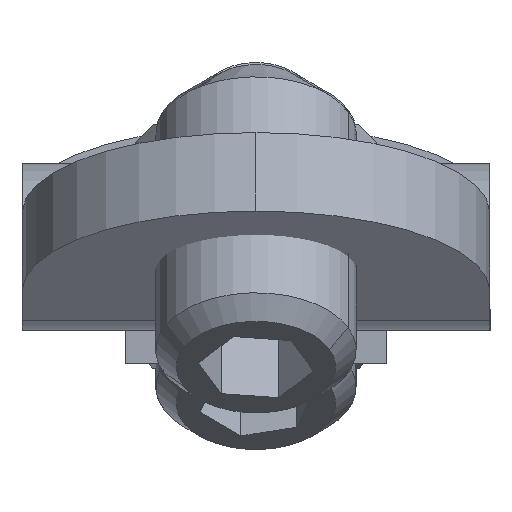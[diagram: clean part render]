
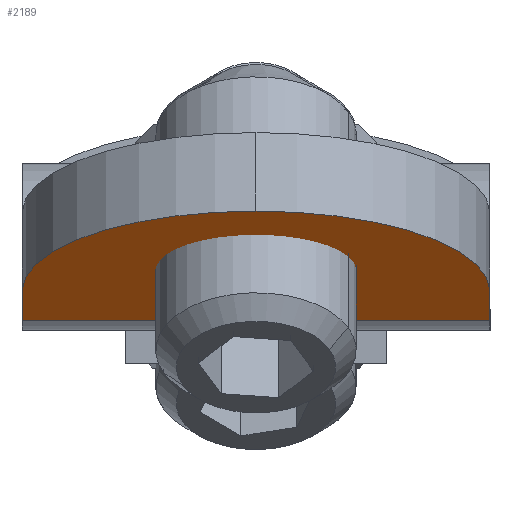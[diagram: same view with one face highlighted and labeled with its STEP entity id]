
A CAD part, left-side view. The second image highlights one B-rep face of the part: STEP entity #2189.
In plain terms, the highlighted planar face has unit normal (-0.342, 0, -0.94).
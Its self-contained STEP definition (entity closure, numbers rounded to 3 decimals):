
#35 = ORIENTED_EDGE ( 'NONE', *, *, #2811, .F. ) ;
#183 = EDGE_CURVE ( 'NONE', #2049, #1935, #750, .T. ) ;
#305 = AXIS2_PLACEMENT_3D ( 'NONE', #2478, #3736, #2783 ) ;
#462 = CARTESIAN_POINT ( 'NONE',  ( -18.506, 3.532, 1.177 ) ) ;
#494 = DIRECTION ( 'NONE',  ( 0.94, 0., -0.342 ) ) ;
#553 = FACE_OUTER_BOUND ( 'NONE', #3864, .T. ) ;
#613 = DIRECTION ( 'NONE',  ( 0., 1., 0. ) ) ;
#636 = VERTEX_POINT ( 'NONE', #3982 ) ;
#727 = EDGE_CURVE ( 'NONE', #1175, #2049, #1368, .T. ) ;
#750 = LINE ( 'NONE', #1550, #1763 ) ;
#754 = ORIENTED_EDGE ( 'NONE', *, *, #1851, .F. ) ;
#837 = ORIENTED_EDGE ( 'NONE', *, *, #1355, .F. ) ;
#855 = DIRECTION ( 'NONE',  ( 0.342, 0., 0.94 ) ) ;
#889 = AXIS2_PLACEMENT_3D ( 'NONE', #3983, #855, #2371 ) ;
#943 = ORIENTED_EDGE ( 'NONE', *, *, #727, .F. ) ;
#1175 = VERTEX_POINT ( 'NONE', #3746 ) ;
#1226 = ORIENTED_EDGE ( 'NONE', *, *, #183, .F. ) ;
#1286 = DIRECTION ( 'NONE',  ( -0.94, 0., 0.342 ) ) ;
#1337 = CARTESIAN_POINT ( 'NONE',  ( -17.828, 8.449, 0.93 ) ) ;
#1355 = EDGE_CURVE ( 'NONE', #3812, #2649, #2100, .T. ) ;
#1364 = CARTESIAN_POINT ( 'NONE',  ( -18.506, -3.468, 1.177 ) ) ;
#1368 = LINE ( 'NONE', #1819, #2876 ) ;
#1550 = CARTESIAN_POINT ( 'NONE',  ( -16.101, 10.532, 0.302 ) ) ;
#1597 = CARTESIAN_POINT ( 'NONE',  ( -16.101, 10.532, 0.302 ) ) ;
#1620 = CARTESIAN_POINT ( 'NONE',  ( -17.828, 3.532, 0.93 ) ) ;
#1712 = DIRECTION ( 'NONE',  ( -0.94, 0., 0.342 ) ) ;
#1741 = LINE ( 'NONE', #1364, #3753 ) ;
#1763 = VECTOR ( 'NONE', #1286, 1000. ) ;
#1788 = CARTESIAN_POINT ( 'NONE',  ( -17.828, 3.532, 0.93 ) ) ;
#1819 = CARTESIAN_POINT ( 'NONE',  ( -16.101, 3.532, 0.302 ) ) ;
#1840 = CARTESIAN_POINT ( 'NONE',  ( -22.611, 3.532, 2.671 ) ) ;
#1851 = EDGE_CURVE ( 'NONE', #636, #1175, #1741, .T. ) ;
#1935 = VERTEX_POINT ( 'NONE', #3341 ) ;
#1998 =( BOUNDED_CURVE ( )  B_SPLINE_CURVE ( 3, ( #3961, #3693, #3664, #1840 ),
 .UNSPECIFIED., .F., .F. ) 
 B_SPLINE_CURVE_WITH_KNOTS ( ( 4, 4 ),
 ( 0., 3.142 ),
 .UNSPECIFIED. ) 
 CURVE ( )  GEOMETRIC_REPRESENTATION_ITEM ( )  RATIONAL_B_SPLINE_CURVE ( ( 1., 0.333, 0.333, 1. ) ) 
 REPRESENTATION_ITEM ( '' )  );
#2000 = EDGE_LOOP ( 'NONE', ( #2397, #837 ) ) ;
#2049 = VERTEX_POINT ( 'NONE', #1597 ) ;
#2100 =( BOUNDED_CURVE ( )  B_SPLINE_CURVE ( 3, ( #2556, #2542, #1337, #1620 ),
 .UNSPECIFIED., .F., .T. ) 
 B_SPLINE_CURVE_WITH_KNOTS ( ( 4, 4 ),
 ( 3.142, 6.283 ),
 .UNSPECIFIED. ) 
 CURVE ( )  GEOMETRIC_REPRESENTATION_ITEM ( )  RATIONAL_B_SPLINE_CURVE ( ( 1., 0.333, 0.333, 1. ) ) 
 REPRESENTATION_ITEM ( '' )  );
#2107 = VERTEX_POINT ( 'NONE', #2431 ) ;
#2182 = FACE_BOUND ( 'NONE', #2000, .T. ) ;
#2189 = ADVANCED_FACE ( 'NONE', ( #2182, #553 ), #2390, .F. ) ;
#2285 = AXIS2_PLACEMENT_3D ( 'NONE', #462, #2635, #1712 ) ;
#2371 = DIRECTION ( 'NONE',  ( 0.94, 0., -0.342 ) ) ;
#2390 = PLANE ( 'NONE',  #889 ) ;
#2397 = ORIENTED_EDGE ( 'NONE', *, *, #2776, .F. ) ;
#2431 = CARTESIAN_POINT ( 'NONE',  ( -25.084, 3.532, 3.571 ) ) ;
#2478 = CARTESIAN_POINT ( 'NONE',  ( -18.506, 3.532, 1.177 ) ) ;
#2542 = CARTESIAN_POINT ( 'NONE',  ( -22.611, 8.449, 2.671 ) ) ;
#2556 = CARTESIAN_POINT ( 'NONE',  ( -22.611, 3.532, 2.671 ) ) ;
#2635 = DIRECTION ( 'NONE',  ( 0.342, 0., 0.94 ) ) ;
#2649 = VERTEX_POINT ( 'NONE', #1788 ) ;
#2776 = EDGE_CURVE ( 'NONE', #2649, #3812, #1998, .T. ) ;
#2783 = DIRECTION ( 'NONE',  ( -0.94, 0., 0.342 ) ) ;
#2811 = EDGE_CURVE ( 'NONE', #1935, #2107, #3202, .T. ) ;
#2876 = VECTOR ( 'NONE', #613, 1000. ) ;
#3199 = CIRCLE ( 'NONE', #2285, 7. ) ;
#3202 = CIRCLE ( 'NONE', #305, 7. ) ;
#3341 = CARTESIAN_POINT ( 'NONE',  ( -18.506, 10.532, 1.177 ) ) ;
#3429 = EDGE_CURVE ( 'NONE', #2107, #636, #3199, .T. ) ;
#3664 = CARTESIAN_POINT ( 'NONE',  ( -22.611, -1.385, 2.671 ) ) ;
#3693 = CARTESIAN_POINT ( 'NONE',  ( -17.828, -1.385, 0.93 ) ) ;
#3736 = DIRECTION ( 'NONE',  ( 0.342, 0., 0.94 ) ) ;
#3739 = CARTESIAN_POINT ( 'NONE',  ( -22.611, 3.532, 2.671 ) ) ;
#3746 = CARTESIAN_POINT ( 'NONE',  ( -16.101, -3.468, 0.302 ) ) ;
#3753 = VECTOR ( 'NONE', #494, 1000. ) ;
#3812 = VERTEX_POINT ( 'NONE', #3739 ) ;
#3864 = EDGE_LOOP ( 'NONE', ( #1226, #943, #754, #3875, #35 ) ) ;
#3875 = ORIENTED_EDGE ( 'NONE', *, *, #3429, .F. ) ;
#3961 = CARTESIAN_POINT ( 'NONE',  ( -17.828, 3.532, 0.93 ) ) ;
#3982 = CARTESIAN_POINT ( 'NONE',  ( -18.506, -3.468, 1.177 ) ) ;
#3983 = CARTESIAN_POINT ( 'NONE',  ( -20.385, 3.532, 1.861 ) ) ;
